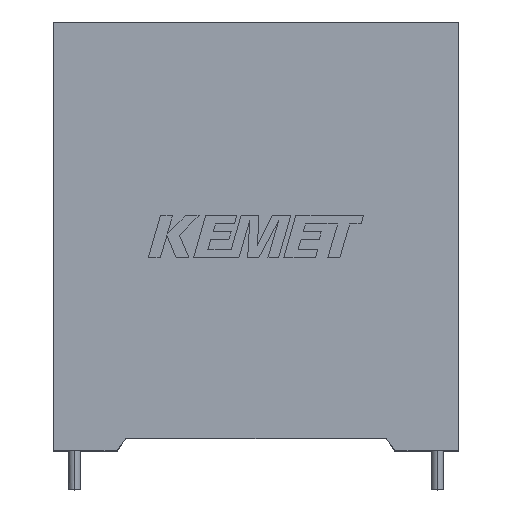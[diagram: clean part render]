
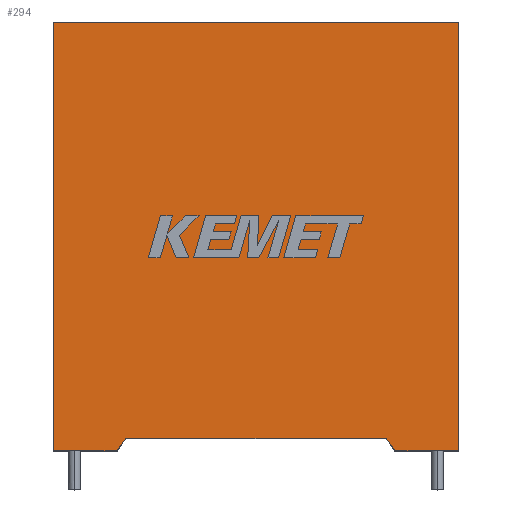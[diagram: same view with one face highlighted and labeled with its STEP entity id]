
A CAD part, top view. The second image highlights one B-rep face of the part: STEP entity #294.
In plain terms, the highlighted planar face has unit normal (0, 0, 1).
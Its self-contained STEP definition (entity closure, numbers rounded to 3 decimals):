
#42 = VECTOR ( 'NONE', #2095, 1000. ) ;
#132 = CARTESIAN_POINT ( 'NONE',  ( 20.9, 1.302, 29.3 ) ) ;
#187 = CARTESIAN_POINT ( 'NONE',  ( 0., 0., 29.3 ) ) ;
#211 = PLANE ( 'NONE',  #990 ) ;
#269 = ORIENTED_EDGE ( 'NONE', *, *, #1822, .T. ) ;
#294 = ADVANCED_FACE ( 'NONE', ( #639 ), #211, .F. ) ;
#318 = CARTESIAN_POINT ( 'NONE',  ( 0., 44.3, 29.3 ) ) ;
#383 = LINE ( 'NONE', #318, #1488 ) ;
#387 = VERTEX_POINT ( 'NONE', #2881 ) ;
#411 = CARTESIAN_POINT ( 'NONE',  ( 0., 0., 29.3 ) ) ;
#448 = DIRECTION ( 'NONE',  ( -1., 0., 0. ) ) ;
#469 = VERTEX_POINT ( 'NONE', #2092 ) ;
#471 = DIRECTION ( 'NONE',  ( 0., 0., -1. ) ) ;
#533 = VECTOR ( 'NONE', #2684, 1000. ) ;
#539 = EDGE_CURVE ( 'NONE', #469, #1338, #383, .T. ) ;
#632 = CARTESIAN_POINT ( 'NONE',  ( 0., 44.3, 29.3 ) ) ;
#639 = FACE_OUTER_BOUND ( 'NONE', #3286, .T. ) ;
#653 = LINE ( 'NONE', #2976, #1799 ) ;
#665 = DIRECTION ( 'NONE',  ( -1., 0., 0. ) ) ;
#666 = ORIENTED_EDGE ( 'NONE', *, *, #539, .T. ) ;
#676 = DIRECTION ( 'NONE',  ( 1., 0., 0. ) ) ;
#700 = CARTESIAN_POINT ( 'NONE',  ( 41.8, 0., 29.3 ) ) ;
#746 = LINE ( 'NONE', #1835, #42 ) ;
#784 = LINE ( 'NONE', #700, #1677 ) ;
#822 = LINE ( 'NONE', #1639, #533 ) ;
#826 = DIRECTION ( 'NONE',  ( -1., 0., 0. ) ) ;
#854 = ORIENTED_EDGE ( 'NONE', *, *, #1673, .T. ) ;
#934 = LINE ( 'NONE', #132, #2638 ) ;
#990 = AXIS2_PLACEMENT_3D ( 'NONE', #187, #471, #448 ) ;
#1058 = VERTEX_POINT ( 'NONE', #2469 ) ;
#1209 = DIRECTION ( 'NONE',  ( -0.568, -0.823, 0. ) ) ;
#1338 = VERTEX_POINT ( 'NONE', #632 ) ;
#1344 = LINE ( 'NONE', #2248, #3263 ) ;
#1357 = DIRECTION ( 'NONE',  ( 0.568, -0.823, 0. ) ) ;
#1451 = EDGE_CURVE ( 'NONE', #3367, #469, #784, .T. ) ;
#1488 = VECTOR ( 'NONE', #826, 1000. ) ;
#1522 = ORIENTED_EDGE ( 'NONE', *, *, #1451, .T. ) ;
#1639 = CARTESIAN_POINT ( 'NONE',  ( 0., 0., 29.3 ) ) ;
#1673 = EDGE_CURVE ( 'NONE', #1338, #1739, #746, .T. ) ;
#1677 = VECTOR ( 'NONE', #3075, 1000. ) ;
#1739 = VERTEX_POINT ( 'NONE', #3146 ) ;
#1791 = EDGE_CURVE ( 'NONE', #2230, #3335, #653, .T. ) ;
#1799 = VECTOR ( 'NONE', #1357, 1000. ) ;
#1822 = EDGE_CURVE ( 'NONE', #1739, #387, #822, .T. ) ;
#1835 = CARTESIAN_POINT ( 'NONE',  ( 0., 0., 29.3 ) ) ;
#1985 = ORIENTED_EDGE ( 'NONE', *, *, #1791, .T. ) ;
#1988 = ORIENTED_EDGE ( 'NONE', *, *, #2621, .F. ) ;
#2092 = CARTESIAN_POINT ( 'NONE',  ( 41.8, 44.3, 29.3 ) ) ;
#2095 = DIRECTION ( 'NONE',  ( 0., -1., 0. ) ) ;
#2230 = VERTEX_POINT ( 'NONE', #2311 ) ;
#2248 = CARTESIAN_POINT ( 'NONE',  ( 7.45, 1.302, 29.3 ) ) ;
#2305 = LINE ( 'NONE', #411, #2815 ) ;
#2311 = CARTESIAN_POINT ( 'NONE',  ( 34.35, 1.302, 29.3 ) ) ;
#2469 = CARTESIAN_POINT ( 'NONE',  ( 7.45, 1.302, 29.3 ) ) ;
#2608 = ORIENTED_EDGE ( 'NONE', *, *, #2643, .F. ) ;
#2621 = EDGE_CURVE ( 'NONE', #1058, #387, #1344, .T. ) ;
#2631 = ORIENTED_EDGE ( 'NONE', *, *, #2937, .T. ) ;
#2638 = VECTOR ( 'NONE', #665, 1000. ) ;
#2643 = EDGE_CURVE ( 'NONE', #2230, #1058, #934, .T. ) ;
#2684 = DIRECTION ( 'NONE',  ( 1., 0., 0. ) ) ;
#2815 = VECTOR ( 'NONE', #676, 1000. ) ;
#2881 = CARTESIAN_POINT ( 'NONE',  ( 6.55, 0., 29.3 ) ) ;
#2937 = EDGE_CURVE ( 'NONE', #3335, #3367, #2305, .T. ) ;
#2976 = CARTESIAN_POINT ( 'NONE',  ( 34.35, 1.302, 29.3 ) ) ;
#3075 = DIRECTION ( 'NONE',  ( 0., 1., 0. ) ) ;
#3146 = CARTESIAN_POINT ( 'NONE',  ( 0., 0., 29.3 ) ) ;
#3263 = VECTOR ( 'NONE', #1209, 1000. ) ;
#3284 = CARTESIAN_POINT ( 'NONE',  ( 35.25, 0., 29.3 ) ) ;
#3286 = EDGE_LOOP ( 'NONE', ( #2608, #1985, #2631, #1522, #666, #854, #269, #1988 ) ) ;
#3335 = VERTEX_POINT ( 'NONE', #3284 ) ;
#3367 = VERTEX_POINT ( 'NONE', #3380 ) ;
#3380 = CARTESIAN_POINT ( 'NONE',  ( 41.8, 0., 29.3 ) ) ;
